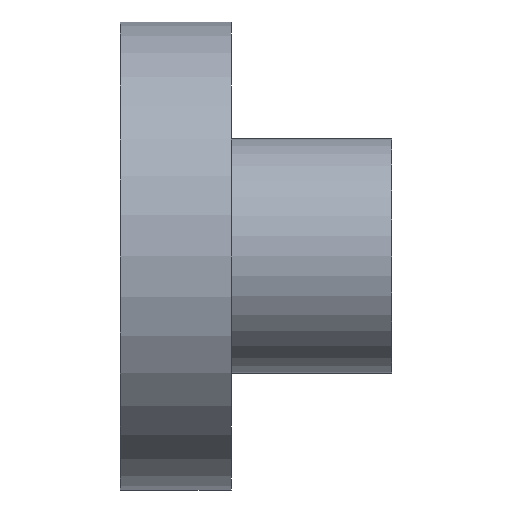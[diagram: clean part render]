
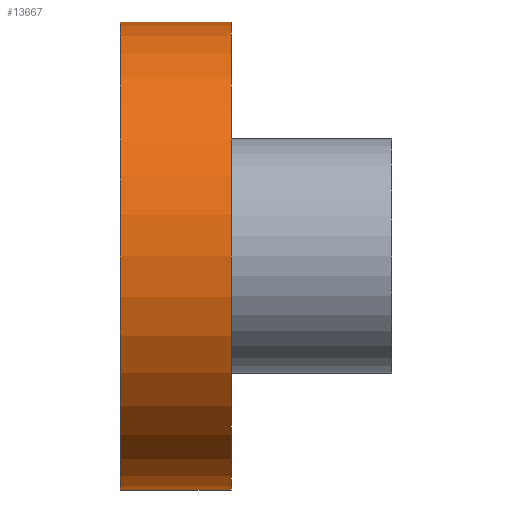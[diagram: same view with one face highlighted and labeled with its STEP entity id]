
A CAD part, front view. The second image highlights one B-rep face of the part: STEP entity #13667.
In plain terms, the highlighted cylindrical face has radius 9.5 mm (diameter 19 mm), a partial arc.
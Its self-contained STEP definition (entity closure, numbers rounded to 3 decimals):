
#732 = DIRECTION ( 'NONE',  ( 0., 0., -1. ) ) ;
#1053 = LINE ( 'NONE', #7200, #2285 ) ;
#1543 = CIRCLE ( 'NONE', #10358, 9.5 ) ;
#1547 = CARTESIAN_POINT ( 'NONE',  ( 4.5, 0., 0. ) ) ;
#1654 = ORIENTED_EDGE ( 'NONE', *, *, #4616, .F. ) ;
#1662 = EDGE_CURVE ( 'NONE', #2545, #7603, #1053, .T. ) ;
#2285 = VECTOR ( 'NONE', #9293, 1000. ) ;
#2545 = VERTEX_POINT ( 'NONE', #8876 ) ;
#2922 = CARTESIAN_POINT ( 'NONE',  ( 0., 0., -9.5 ) ) ;
#3192 = CARTESIAN_POINT ( 'NONE',  ( 0., 0., 9.5 ) ) ;
#4028 = DIRECTION ( 'NONE',  ( 0., 0., 1. ) ) ;
#4157 = CARTESIAN_POINT ( 'NONE',  ( 0., 0., 0. ) ) ;
#4465 = ORIENTED_EDGE ( 'NONE', *, *, #1662, .F. ) ;
#4616 = EDGE_CURVE ( 'NONE', #4876, #2545, #1543, .T. ) ;
#4876 = VERTEX_POINT ( 'NONE', #7323 ) ;
#4963 = AXIS2_PLACEMENT_3D ( 'NONE', #4157, #14265, #732 ) ;
#4999 = AXIS2_PLACEMENT_3D ( 'NONE', #1547, #5053, #4028 ) ;
#5019 = EDGE_CURVE ( 'NONE', #4876, #14244, #6346, .T. ) ;
#5053 = DIRECTION ( 'NONE',  ( -1., 0., 0. ) ) ;
#5609 = DIRECTION ( 'NONE',  ( 0., 0., -1. ) ) ;
#6009 = VECTOR ( 'NONE', #9052, 1000. ) ;
#6346 = LINE ( 'NONE', #14529, #6009 ) ;
#6921 = ORIENTED_EDGE ( 'NONE', *, *, #11099, .T. ) ;
#7178 = EDGE_LOOP ( 'NONE', ( #4465, #1654, #10188, #6921 ) ) ;
#7200 = CARTESIAN_POINT ( 'NONE',  ( 4.5, 0., -9.5 ) ) ;
#7323 = CARTESIAN_POINT ( 'NONE',  ( 4.5, 0., 9.5 ) ) ;
#7603 = VERTEX_POINT ( 'NONE', #2922 ) ;
#8876 = CARTESIAN_POINT ( 'NONE',  ( 4.5, 0., -9.5 ) ) ;
#9052 = DIRECTION ( 'NONE',  ( -1., 0., 0. ) ) ;
#9134 = CIRCLE ( 'NONE', #4963, 9.5 ) ;
#9271 = CYLINDRICAL_SURFACE ( 'NONE', #4999, 9.5 ) ;
#9293 = DIRECTION ( 'NONE',  ( -1., 0., 0. ) ) ;
#9435 = FACE_OUTER_BOUND ( 'NONE', #7178, .T. ) ;
#10188 = ORIENTED_EDGE ( 'NONE', *, *, #5019, .T. ) ;
#10358 = AXIS2_PLACEMENT_3D ( 'NONE', #14499, #13444, #5609 ) ;
#11099 = EDGE_CURVE ( 'NONE', #14244, #7603, #9134, .T. ) ;
#13444 = DIRECTION ( 'NONE',  ( 1., 0., 0. ) ) ;
#13667 = ADVANCED_FACE ( 'NONE', ( #9435 ), #9271, .T. ) ;
#14244 = VERTEX_POINT ( 'NONE', #3192 ) ;
#14265 = DIRECTION ( 'NONE',  ( 1., 0., 0. ) ) ;
#14499 = CARTESIAN_POINT ( 'NONE',  ( 4.5, 0., 0. ) ) ;
#14529 = CARTESIAN_POINT ( 'NONE',  ( 4.5, 0., 9.5 ) ) ;
